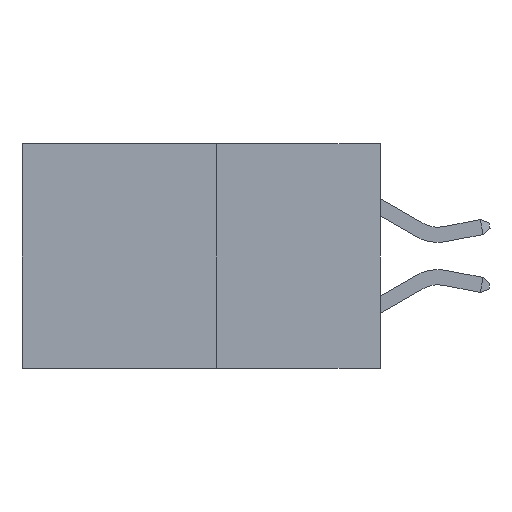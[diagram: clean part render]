
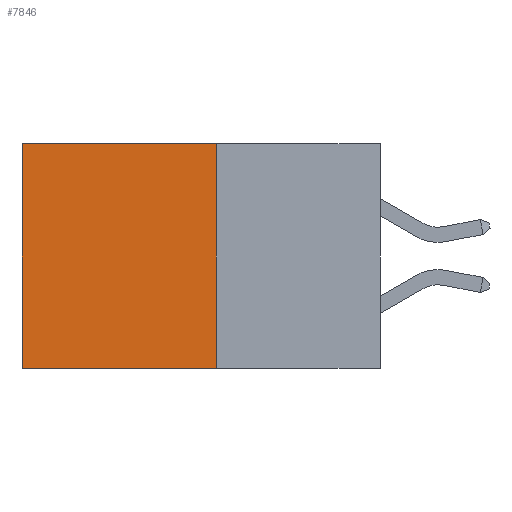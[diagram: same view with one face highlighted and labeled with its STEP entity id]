
A CAD part, left-side view. The second image highlights one B-rep face of the part: STEP entity #7846.
In plain terms, the highlighted planar face has unit normal (-1, 0, 0).
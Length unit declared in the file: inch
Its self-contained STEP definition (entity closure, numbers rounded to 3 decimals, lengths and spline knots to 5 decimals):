
#42 = CARTESIAN_POINT ( 'NONE',  ( 0.277, 0.27, -0.37 ) ) ;
#740 = DIRECTION ( 'NONE',  ( 0., 1., 0. ) ) ;
#1088 = VERTEX_POINT ( 'NONE', #10596 ) ;
#2656 = DIRECTION ( 'NONE',  ( 0., 0., -1. ) ) ;
#3712 = VECTOR ( 'NONE', #2656, 39.37008 ) ;
#4042 = ORIENTED_EDGE ( 'NONE', *, *, #4831, .F. ) ;
#4050 = EDGE_LOOP ( 'NONE', ( #19824, #4042, #23700, #23680 ) ) ;
#4062 = DIRECTION ( 'NONE',  ( 0., 0., -1. ) ) ;
#4831 = EDGE_CURVE ( 'NONE', #14030, #12500, #19774, .T. ) ;
#6264 = DIRECTION ( 'NONE',  ( 0., 1., 0. ) ) ;
#6597 = CARTESIAN_POINT ( 'NONE',  ( 0.277, 0.27, -0.37 ) ) ;
#7492 = EDGE_CURVE ( 'NONE', #20478, #14030, #14205, .T. ) ;
#7524 = EDGE_CURVE ( 'NONE', #20478, #1088, #18747, .T. ) ;
#7846 = ADVANCED_FACE ( 'NONE', ( #20520 ), #13894, .F. ) ;
#10596 = CARTESIAN_POINT ( 'NONE',  ( 0.277, 0.59, 0. ) ) ;
#10615 = CARTESIAN_POINT ( 'NONE',  ( 0.277, 0.27, -0.37 ) ) ;
#11360 = DIRECTION ( 'NONE',  ( 0., 0., -1. ) ) ;
#12025 = CARTESIAN_POINT ( 'NONE',  ( 0.277, 0.59, -0.37 ) ) ;
#12500 = VERTEX_POINT ( 'NONE', #12025 ) ;
#12654 = CARTESIAN_POINT ( 'NONE',  ( 0.277, 0.27, 0. ) ) ;
#13372 = LINE ( 'NONE', #17239, #24753 ) ;
#13894 = PLANE ( 'NONE',  #22383 ) ;
#14030 = VERTEX_POINT ( 'NONE', #10615 ) ;
#14205 = LINE ( 'NONE', #16434, #3712 ) ;
#14619 = VECTOR ( 'NONE', #6264, 39.37008 ) ;
#14903 = CARTESIAN_POINT ( 'NONE',  ( 0.277, 0.27, 0. ) ) ;
#15826 = DIRECTION ( 'NONE',  ( 1., 0., 0. ) ) ;
#16434 = CARTESIAN_POINT ( 'NONE',  ( 0.277, 0.27, -0.37 ) ) ;
#17239 = CARTESIAN_POINT ( 'NONE',  ( 0.277, 0.59, -0.37 ) ) ;
#17447 = EDGE_CURVE ( 'NONE', #1088, #12500, #13372, .T. ) ;
#18747 = LINE ( 'NONE', #12654, #23210 ) ;
#19774 = LINE ( 'NONE', #6597, #14619 ) ;
#19824 = ORIENTED_EDGE ( 'NONE', *, *, #17447, .T. ) ;
#20478 = VERTEX_POINT ( 'NONE', #14903 ) ;
#20520 = FACE_OUTER_BOUND ( 'NONE', #4050, .T. ) ;
#22383 = AXIS2_PLACEMENT_3D ( 'NONE', #42, #15826, #4062 ) ;
#23210 = VECTOR ( 'NONE', #740, 39.37008 ) ;
#23680 = ORIENTED_EDGE ( 'NONE', *, *, #7524, .T. ) ;
#23700 = ORIENTED_EDGE ( 'NONE', *, *, #7492, .F. ) ;
#24753 = VECTOR ( 'NONE', #11360, 39.37008 ) ;
